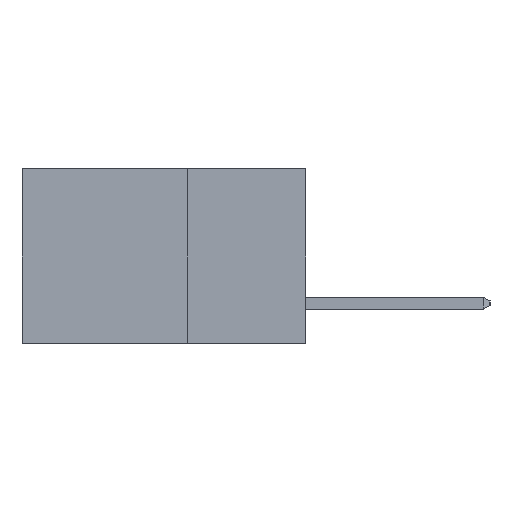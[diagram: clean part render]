
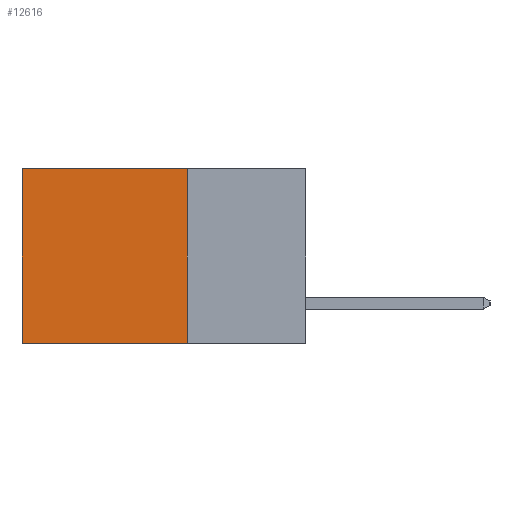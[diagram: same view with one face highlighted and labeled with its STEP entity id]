
A CAD part, left-side view. The second image highlights one B-rep face of the part: STEP entity #12616.
In plain terms, the highlighted planar face has unit normal (-1, 0, 0).
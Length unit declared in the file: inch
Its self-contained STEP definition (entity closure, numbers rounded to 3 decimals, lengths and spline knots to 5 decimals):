
#334 = DIRECTION ( 'NONE',  ( 0., 0., -1. ) ) ;
#634 = LINE ( 'NONE', #16924, #14877 ) ;
#768 = CARTESIAN_POINT ( 'NONE',  ( 0.2615, 0.6, -0.37 ) ) ;
#892 = CARTESIAN_POINT ( 'NONE',  ( 0.2615, 0.6, -0.37 ) ) ;
#1546 = ORIENTED_EDGE ( 'NONE', *, *, #5964, .F. ) ;
#1590 = VERTEX_POINT ( 'NONE', #4066 ) ;
#2189 = EDGE_CURVE ( 'NONE', #21399, #2560, #15810, .T. ) ;
#2411 = EDGE_CURVE ( 'NONE', #3745, #1590, #11243, .T. ) ;
#2560 = VERTEX_POINT ( 'NONE', #768 ) ;
#3745 = VERTEX_POINT ( 'NONE', #12623 ) ;
#3776 = VECTOR ( 'NONE', #334, 39.37008 ) ;
#4066 = CARTESIAN_POINT ( 'NONE',  ( 0.2615, 0.6, 0. ) ) ;
#4202 = CARTESIAN_POINT ( 'NONE',  ( 0.2615, 0.25, 0. ) ) ;
#4260 = DIRECTION ( 'NONE',  ( 0., 1., 0. ) ) ;
#4759 = ORIENTED_EDGE ( 'NONE', *, *, #2189, .F. ) ;
#5964 = EDGE_CURVE ( 'NONE', #3745, #21399, #634, .T. ) ;
#6350 = VECTOR ( 'NONE', #4260, 39.37008 ) ;
#7264 = VECTOR ( 'NONE', #9064, 39.37008 ) ;
#7573 = DIRECTION ( 'NONE',  ( 0., 0., -1. ) ) ;
#7596 = DIRECTION ( 'NONE',  ( 1., 0., 0. ) ) ;
#7608 = CARTESIAN_POINT ( 'NONE',  ( 0.2615, 0.25, -0.37 ) ) ;
#8124 = PLANE ( 'NONE',  #20756 ) ;
#8560 = CARTESIAN_POINT ( 'NONE',  ( 0.2615, 0.25, -0.37 ) ) ;
#9064 = DIRECTION ( 'NONE',  ( 0., 1., 0. ) ) ;
#9091 = CARTESIAN_POINT ( 'NONE',  ( 0.2615, 0.25, -0.37 ) ) ;
#9311 = EDGE_LOOP ( 'NONE', ( #16093, #4759, #1546, #15094 ) ) ;
#9583 = EDGE_CURVE ( 'NONE', #1590, #2560, #13269, .T. ) ;
#11243 = LINE ( 'NONE', #4202, #6350 ) ;
#12616 = ADVANCED_FACE ( 'NONE', ( #22844 ), #8124, .F. ) ;
#12623 = CARTESIAN_POINT ( 'NONE',  ( 0.2615, 0.25, 0. ) ) ;
#13269 = LINE ( 'NONE', #892, #3776 ) ;
#14877 = VECTOR ( 'NONE', #16444, 39.37008 ) ;
#15094 = ORIENTED_EDGE ( 'NONE', *, *, #2411, .T. ) ;
#15810 = LINE ( 'NONE', #9091, #7264 ) ;
#16093 = ORIENTED_EDGE ( 'NONE', *, *, #9583, .T. ) ;
#16444 = DIRECTION ( 'NONE',  ( 0., 0., -1. ) ) ;
#16924 = CARTESIAN_POINT ( 'NONE',  ( 0.2615, 0.25, -0.37 ) ) ;
#20756 = AXIS2_PLACEMENT_3D ( 'NONE', #7608, #7596, #7573 ) ;
#21399 = VERTEX_POINT ( 'NONE', #8560 ) ;
#22844 = FACE_OUTER_BOUND ( 'NONE', #9311, .T. ) ;
